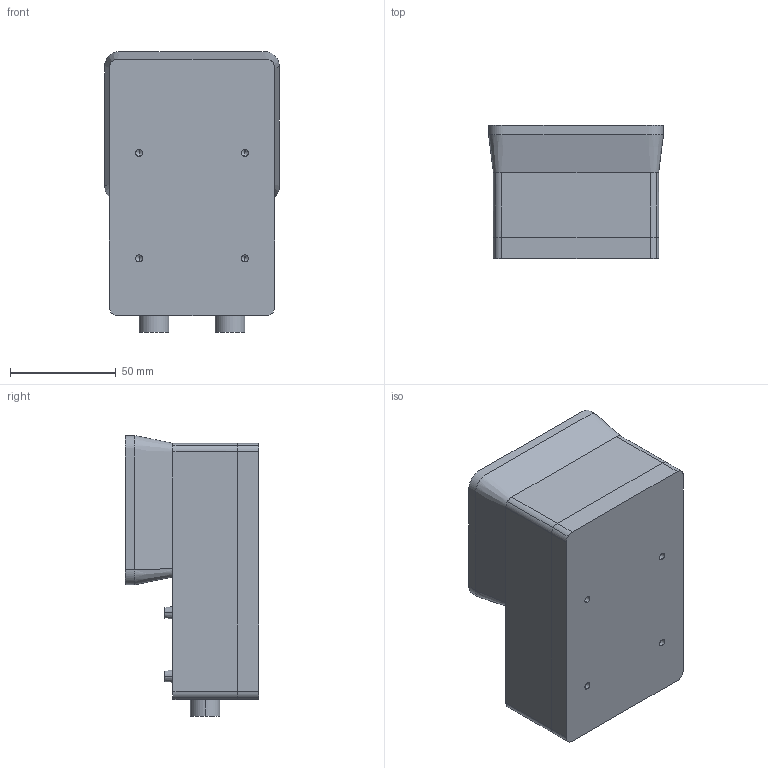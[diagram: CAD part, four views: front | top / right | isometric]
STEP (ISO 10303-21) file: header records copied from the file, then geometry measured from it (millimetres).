
FILE_DESCRIPTION (( 'STEP AP214' ), '1' );
FILE_NAME ('ov20i_body.STEP', '2025-01-16T17:55:12', ( '' ), ( '' ), 'SwSTEP 2.0', 'SolidWorks 2024', '' );
FILE_SCHEMA (( 'AUTOMOTIVE_DESIGN' ));
Length unit declared in the file: millimetre
Products named in the file (1): ov20i_body
Bounding box: 82.75 x 63 x 132.9 mm (x, y, z)
Volume: 511520.8 mm3; surface area: 43688.9 mm2
Topology: 1 solids, 1 shells, 81 faces, 187 edges, 106 vertices
Faces by surface type: cylinder 36, cone 24, plane 17, bspline 4
Entity records: 3770 total; most frequent: CARTESIAN_POINT 1090, DIRECTION 387, ORIENTED_EDGE 342, EDGE_CURVE 171, AXIS2_PLACEMENT_3D 154, VERTEX_POINT 106, EDGE_LOOP 95, UNCERTAINTY_MEASURE_WITH_UNIT 83
